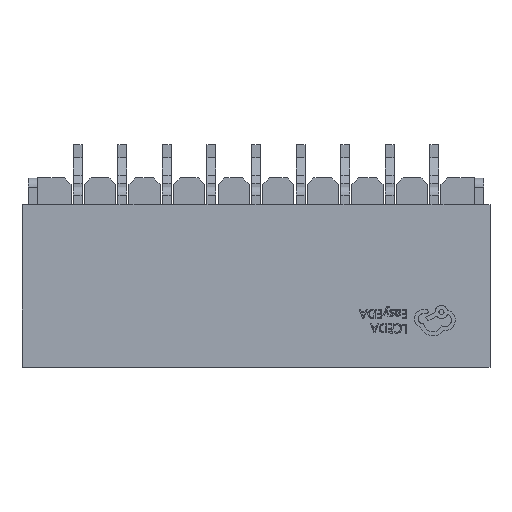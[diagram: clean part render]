
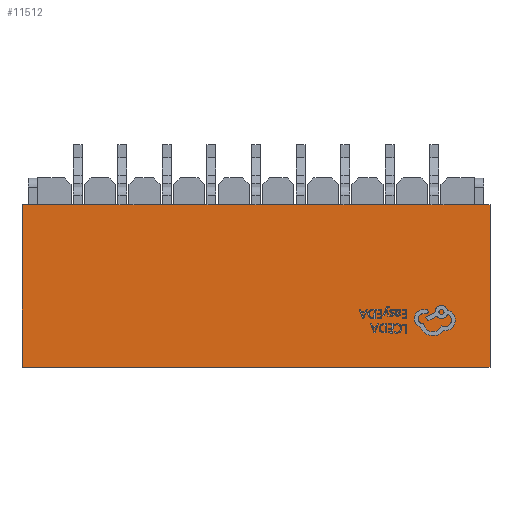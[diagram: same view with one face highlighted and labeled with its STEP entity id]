
A CAD part, top view. The second image highlights one B-rep face of the part: STEP entity #11512.
In plain terms, the highlighted planar face has unit normal (0, 0, 1).
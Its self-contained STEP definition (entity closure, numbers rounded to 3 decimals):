
#557=FACE_OUTER_BOUND('',#1198,.T.);
#1198=EDGE_LOOP('',(#7499,#7500,#7501,#7502));
#1792=LINE('',#15468,#3121);
#1967=LINE('',#15991,#3296);
#2085=LINE('',#16214,#3414);
#2086=LINE('',#16216,#3415);
#3121=VECTOR('',#12816,1.);
#3296=VECTOR('',#13001,1.);
#3414=VECTOR('',#13175,1.);
#3415=VECTOR('',#13178,1.);
#4450=VERTEX_POINT('',#15465);
#4451=VERTEX_POINT('',#15467);
#4635=VERTEX_POINT('',#15988);
#4636=VERTEX_POINT('',#15990);
#5524=EDGE_CURVE('',#4450,#4451,#1792,.T.);
#5710=EDGE_CURVE('',#4636,#4635,#1967,.T.);
#5828=EDGE_CURVE('',#4635,#4451,#2085,.T.);
#5829=EDGE_CURVE('',#4450,#4636,#2086,.T.);
#7499=ORIENTED_EDGE('',*,*,#5524,.F.);
#7500=ORIENTED_EDGE('',*,*,#5829,.T.);
#7501=ORIENTED_EDGE('',*,*,#5710,.T.);
#7502=ORIENTED_EDGE('',*,*,#5828,.T.);
#10423=PLANE('',#12180);
#11512=ADVANCED_FACE('',(#557),#10423,.F.);
#12180=AXIS2_PLACEMENT_3D('',#16217,#13179,#13180);
#12816=DIRECTION('',(1.,0.,0.));
#13001=DIRECTION('',(1.,0.,0.));
#13175=DIRECTION('',(0.,1.,0.));
#13178=DIRECTION('',(0.,-1.,0.));
#13179=DIRECTION('center_axis',(0.,0.,-1.));
#13180=DIRECTION('ref_axis',(-1.,0.,0.));
#15465=CARTESIAN_POINT('',(-5.25,0.868,2.45));
#15467=CARTESIAN_POINT('',(5.25,0.868,2.45));
#15468=CARTESIAN_POINT('',(5.25,0.868,2.45));
#15988=CARTESIAN_POINT('',(5.25,-2.782,2.45));
#15990=CARTESIAN_POINT('',(-5.25,-2.782,2.45));
#15991=CARTESIAN_POINT('',(-5.25,-2.782,2.45));
#16214=CARTESIAN_POINT('',(5.25,-2.782,2.45));
#16216=CARTESIAN_POINT('',(-5.25,-2.782,2.45));
#16217=CARTESIAN_POINT('Origin',(-4.,-0.657,2.45));
